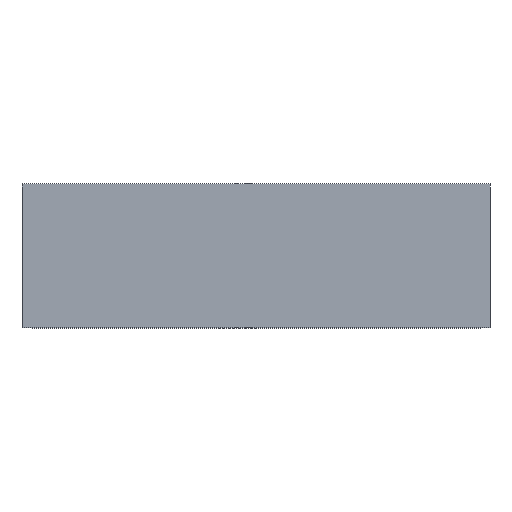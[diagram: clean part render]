
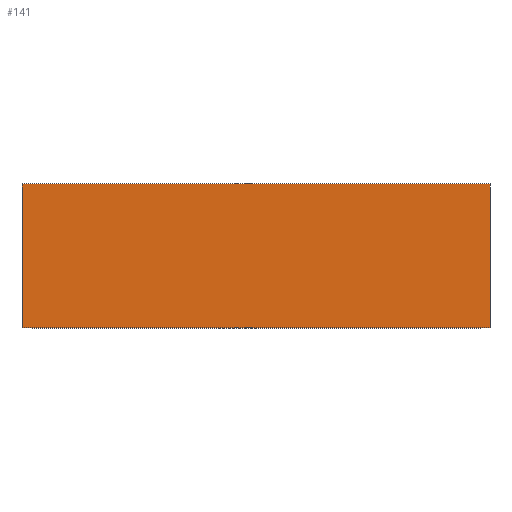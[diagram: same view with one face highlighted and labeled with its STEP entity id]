
A CAD part, top view. The second image highlights one B-rep face of the part: STEP entity #141.
In plain terms, the highlighted planar face has unit normal (0, 0, 1).
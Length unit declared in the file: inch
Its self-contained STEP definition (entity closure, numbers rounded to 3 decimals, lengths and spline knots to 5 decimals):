
#15=FACE_OUTER_BOUND('',#23,.T.);
#23=EDGE_LOOP('',(#97,#98,#99,#100));
#31=LINE('',#205,#49);
#32=LINE('',#207,#50);
#33=LINE('',#209,#51);
#34=LINE('',#210,#52);
#49=VECTOR('',#169,1.);
#50=VECTOR('',#170,3.25);
#51=VECTOR('',#171,1.);
#52=VECTOR('',#172,3.25);
#67=VERTEX_POINT('',#203);
#68=VERTEX_POINT('',#204);
#69=VERTEX_POINT('',#206);
#70=VERTEX_POINT('',#208);
#79=EDGE_CURVE('',#67,#68,#31,.T.);
#80=EDGE_CURVE('',#68,#69,#32,.T.);
#81=EDGE_CURVE('',#70,#69,#33,.T.);
#82=EDGE_CURVE('',#67,#70,#34,.T.);
#97=ORIENTED_EDGE('',*,*,#79,.T.);
#98=ORIENTED_EDGE('',*,*,#80,.T.);
#99=ORIENTED_EDGE('',*,*,#81,.F.);
#100=ORIENTED_EDGE('',*,*,#82,.F.);
#133=PLANE('',#157);
#141=ADVANCED_FACE('',(#15),#133,.T.);
#157=AXIS2_PLACEMENT_3D('',#202,#167,#168);
#167=DIRECTION('center_axis',(0.,0.,1.));
#168=DIRECTION('ref_axis',(0.,-1.,0.));
#169=DIRECTION('',(0.,1.,0.));
#170=DIRECTION('',(-1.,0.,0.));
#171=DIRECTION('',(0.,1.,0.));
#172=DIRECTION('',(-1.,0.,0.));
#202=CARTESIAN_POINT('Origin',(-1.625,0.,0.));
#203=CARTESIAN_POINT('',(1.625,-1.,0.));
#204=CARTESIAN_POINT('',(1.625,0.,0.));
#205=CARTESIAN_POINT('',(1.625,-1.,0.));
#206=CARTESIAN_POINT('',(-1.625,0.,0.));
#207=CARTESIAN_POINT('',(1.625,0.,0.));
#208=CARTESIAN_POINT('',(-1.625,-1.,0.));
#209=CARTESIAN_POINT('',(-1.625,-1.,0.));
#210=CARTESIAN_POINT('',(1.625,-1.,0.));
